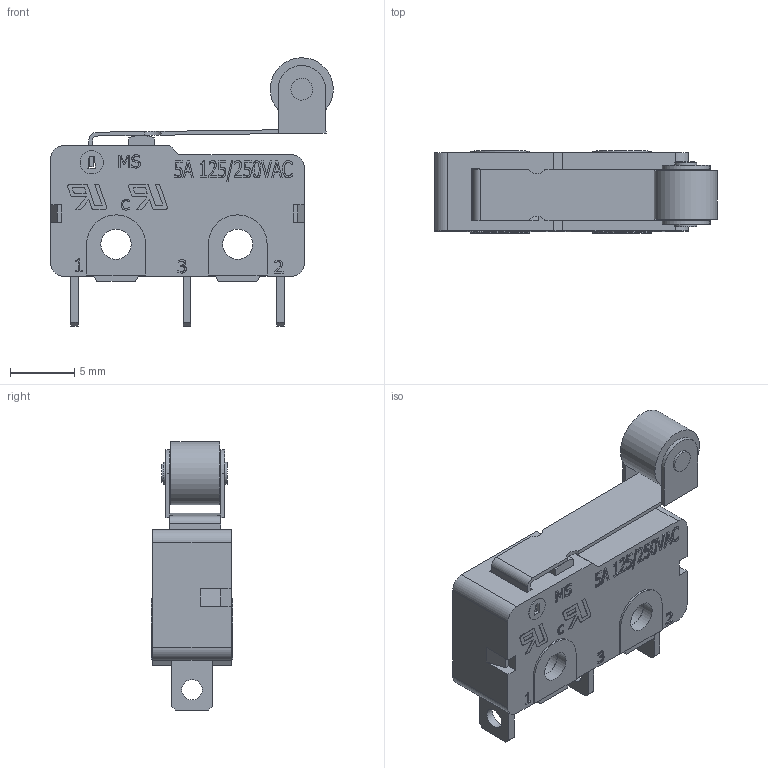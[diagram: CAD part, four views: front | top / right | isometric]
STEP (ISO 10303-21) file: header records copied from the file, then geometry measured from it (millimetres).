
FILE_DESCRIPTION(/* description */ (' '),/* implementation_level */ '2;1');
FILE_NAME(/* name */ 'MS085xx05FxxxS1A.stp',/* time_stamp */ '2023-05-03T08:57:07-05:00',/* author */ ('mwilliams'),/* organization */ (' '),/* preprocessor_version */ 'ST-DEVELOPER v18',/* originating_system */ 'Autodesk Inventor 2020',/* authorisation */ ' ');
FILE_SCHEMA (('AUTOMOTIVE_DESIGN { 1 0 10303 214 3 1 1 }'));
Length unit declared in the file: millimetre
Products named in the file (1): MS085xx05FxxxS1A
Bounding box: 22.06 x 6.4 x 20.97 mm (x, y, z)
Volume: 884 mm3; surface area: 1810.8 mm2
Topology: 1 solids, 4 shells, 731 faces, 2022 edges, 1352 vertices
Faces by surface type: plane 457, bspline 229, cylinder 45
Full cylindrical faces by diameter (mm): 1.4 x3, 1.6 x3, 1.7 x2, 1.8 x1, 2.37 x2, 2.4 x1, 2.5 x1, 4.92 x1
Entity records: 24442 total; most frequent: CARTESIAN_POINT 7131, ORIENTED_EDGE 4044, DIRECTION 2685, EDGE_CURVE 2022, LINE 1449, VECTOR 1449, VERTEX_POINT 1352, EDGE_LOOP 803
